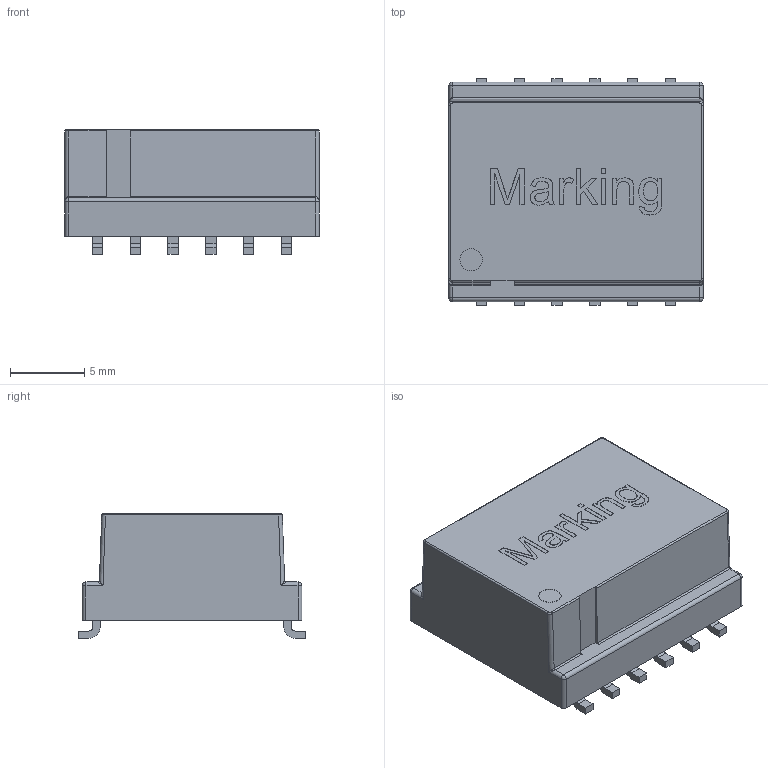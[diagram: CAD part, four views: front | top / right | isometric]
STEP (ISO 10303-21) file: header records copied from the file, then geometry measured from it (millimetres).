
FILE_DESCRIPTION( ( 'Unknown' ), '1' );
FILE_NAME( '7490140122B.stp', 'Unknown', ( 'Unknown' ), ( 'Unknown' ), 'PSStep 19.0.9', 'Unknown', ' ' );
FILE_SCHEMA( ( 'AUTOMOTIVE_DESIGN { 1 0 10303 214 1 1 1 1 }' ) );
Length unit declared in the file: millimetre
Products named in the file (14): Assem1; pins; housing
Assembly tree (13 placements, depth 2):
  Assem1
    pins
    pins
    pins
    pins
    pins
    pins
    pins
    pins
    pins
    pins
    pins
    pins
    housing
Bounding box: 17.1 x 15.24 x 8.4 mm (x, y, z)
Volume: 623.3 mm3; surface area: 1425.3 mm2
Topology: 13 solids, 13 shells, 537 faces, 1283 edges, 764 vertices
Faces by surface type: plane 268, cylinder 165, bspline 60, sphere 28, extrusion 16
Full cylindrical faces by diameter (mm): 1.5 x1
Entity records: 23828 total; most frequent: CARTESIAN_POINT 7293, ORIENTED_EDGE 2498, DIRECTION 2477, EDGE_CURVE 1249, AXIS2_PLACEMENT_3D 861, VERTEX_POINT 764, VECTOR 755, LINE 739
